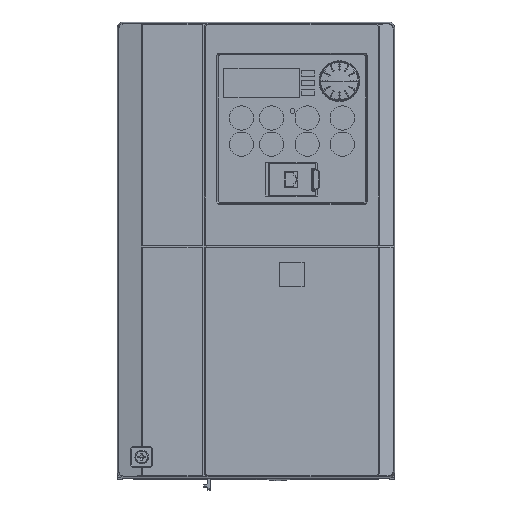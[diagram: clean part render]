
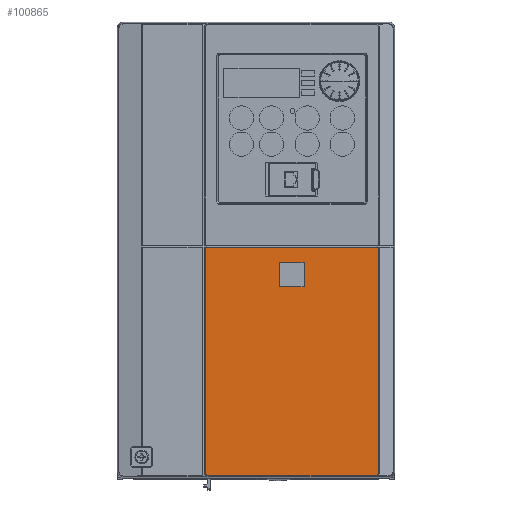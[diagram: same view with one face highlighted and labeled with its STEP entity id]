
A CAD part, top view. The second image highlights one B-rep face of the part: STEP entity #100865.
In plain terms, the highlighted planar face has unit normal (0, 0, 1).
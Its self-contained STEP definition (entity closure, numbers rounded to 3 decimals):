
#3570 = VERTEX_POINT ( 'NONE', #165755 ) ;
#4584 = CARTESIAN_POINT ( 'NONE',  ( 12.25, -19., 7.6 ) ) ;
#8583 = CARTESIAN_POINT ( 'NONE',  ( -25.439, -115.981, 7.6 ) ) ;
#9593 = CARTESIAN_POINT ( 'NONE',  ( -25.634, -115.836, 7.6 ) ) ;
#12599 = CARTESIAN_POINT ( 'NONE',  ( -26.204, -114.79, 7.6 ) ) ;
#16337 = VECTOR ( 'NONE', #198738, 1000. ) ;
#17386 = ORIENTED_EDGE ( 'NONE', *, *, #26700, .T. ) ;
#17615 = DIRECTION ( 'NONE',  ( 0., 0., 1. ) ) ;
#21516 = ORIENTED_EDGE ( 'NONE', *, *, #59573, .T. ) ;
#22172 = EDGE_CURVE ( 'NONE', #48823, #177811, #105405, .T. ) ;
#22359 = AXIS2_PLACEMENT_3D ( 'NONE', #157245, #17615, #77799 ) ;
#23318 = LINE ( 'NONE', #131384, #106834 ) ;
#23901 = CARTESIAN_POINT ( 'NONE',  ( -26.215, -114.548, 7.6 ) ) ;
#26322 = VERTEX_POINT ( 'NONE', #117127 ) ;
#26700 = EDGE_CURVE ( 'NONE', #36163, #192613, #195377, .T. ) ;
#27139 = CARTESIAN_POINT ( 'NONE',  ( 62.22, -116.098, 7.6 ) ) ;
#28441 = ORIENTED_EDGE ( 'NONE', *, *, #129606, .T. ) ;
#29918 = CARTESIAN_POINT ( 'NONE',  ( 24.75, -6.5, 7.6 ) ) ;
#31143 = CARTESIAN_POINT ( 'NONE',  ( 61.512, -116.246, 7.6 ) ) ;
#32927 = PLANE ( 'NONE',  #22359 ) ;
#34062 = CARTESIAN_POINT ( 'NONE',  ( 63.21, -114.547, 7.6 ) ) ;
#36163 = VERTEX_POINT ( 'NONE', #84628 ) ;
#41173 = CARTESIAN_POINT ( 'NONE',  ( 24.75, -6.5, 7.6 ) ) ;
#41219 = CARTESIAN_POINT ( 'NONE',  ( -25.226, -116.098, 7.6 ) ) ;
#41303 = EDGE_LOOP ( 'NONE', ( #188678, #21516, #98760, #49341, #17386, #28441 ) ) ;
#42746 = DIRECTION ( 'NONE',  ( 0., -1., 0. ) ) ;
#43458 = CARTESIAN_POINT ( 'NONE',  ( 61.992, -116.183, 7.6 ) ) ;
#45125 = DIRECTION ( 'NONE',  ( 1., 0., 0. ) ) ;
#48823 = VERTEX_POINT ( 'NONE', #54424 ) ;
#49341 = ORIENTED_EDGE ( 'NONE', *, *, #119473, .T. ) ;
#54424 = CARTESIAN_POINT ( 'NONE',  ( 24.75, -19., 7.6 ) ) ;
#55425 = VERTEX_POINT ( 'NONE', #153297 ) ;
#56534 = CARTESIAN_POINT ( 'NONE',  ( -24.76, -116.234, 7.6 ) ) ;
#57529 = CARTESIAN_POINT ( 'NONE',  ( -24.518, -116.246, 7.6 ) ) ;
#58752 = CARTESIAN_POINT ( 'NONE',  ( 63.21, -114.628, 7.6 ) ) ;
#59573 = EDGE_CURVE ( 'NONE', #97802, #3570, #149731, .T. ) ;
#61421 = LINE ( 'NONE', #197968, #167163 ) ;
#61572 = DIRECTION ( 'NONE',  ( 0., 1., 0. ) ) ;
#72781 = CARTESIAN_POINT ( 'NONE',  ( -24.998, -116.183, 7.6 ) ) ;
#74000 = CARTESIAN_POINT ( 'NONE',  ( 63.062, -115.255, 7.6 ) ) ;
#74399 = CARTESIAN_POINT ( 'NONE',  ( -26.215, 1.5, 7.6 ) ) ;
#76018 = CARTESIAN_POINT ( 'NONE',  ( 62.433, -115.981, 7.6 ) ) ;
#77278 = VECTOR ( 'NONE', #152179, 1000. ) ;
#77799 = DIRECTION ( 'NONE',  ( 1., 0., 0. ) ) ;
#78846 = EDGE_CURVE ( 'NONE', #3570, #140129, #154699, .T. ) ;
#82730 = ORIENTED_EDGE ( 'NONE', *, *, #180448, .F. ) ;
#84628 = CARTESIAN_POINT ( 'NONE',  ( 61.512, -116.246, 7.6 ) ) ;
#89282 = CARTESIAN_POINT ( 'NONE',  ( 62.628, -115.835, 7.6 ) ) ;
#96220 = LINE ( 'NONE', #34062, #135612 ) ;
#97802 = VERTEX_POINT ( 'NONE', #99571 ) ;
#98760 = ORIENTED_EDGE ( 'NONE', *, *, #78846, .T. ) ;
#99571 = CARTESIAN_POINT ( 'NONE',  ( -26.215, 1.5, 7.6 ) ) ;
#100865 = ADVANCED_FACE ( 'NONE', ( #172525, #173535 ), #32927, .T. ) ;
#103356 = CARTESIAN_POINT ( 'NONE',  ( -24.599, -116.246, 7.6 ) ) ;
#104591 = CARTESIAN_POINT ( 'NONE',  ( 61.594, -116.246, 7.6 ) ) ;
#105405 = LINE ( 'NONE', #169539, #118778 ) ;
#106834 = VECTOR ( 'NONE', #195520, 1000. ) ;
#109608 = EDGE_CURVE ( 'NONE', #97802, #26322, #138592, .T. ) ;
#113481 = ORIENTED_EDGE ( 'NONE', *, *, #132278, .F. ) ;
#113531 = DIRECTION ( 'NONE',  ( 0., 1., 0. ) ) ;
#113888 = EDGE_CURVE ( 'NONE', #55425, #48823, #115675, .T. ) ;
#115675 = LINE ( 'NONE', #4584, #143923 ) ;
#116669 = CARTESIAN_POINT ( 'NONE',  ( -26.215, -114.629, 7.6 ) ) ;
#117127 = CARTESIAN_POINT ( 'NONE',  ( 63.21, 1.5, 7.6 ) ) ;
#118310 = ORIENTED_EDGE ( 'NONE', *, *, #113888, .F. ) ;
#118778 = VECTOR ( 'NONE', #61572, 1000. ) ;
#118984 = CARTESIAN_POINT ( 'NONE',  ( 12.25, -6.5, 7.6 ) ) ;
#119473 = EDGE_CURVE ( 'NONE', #140129, #36163, #61421, .T. ) ;
#121897 = CARTESIAN_POINT ( 'NONE',  ( 61.754, -116.234, 7.6 ) ) ;
#124480 = CARTESIAN_POINT ( 'NONE',  ( -24.518, -116.246, 7.6 ) ) ;
#129606 = EDGE_CURVE ( 'NONE', #192613, #26322, #96220, .T. ) ;
#131384 = CARTESIAN_POINT ( 'NONE',  ( 12.25, -6.5, 7.6 ) ) ;
#132278 = EDGE_CURVE ( 'NONE', #169791, #55425, #23318, .T. ) ;
#134459 = CARTESIAN_POINT ( 'NONE',  ( -26.215, 1.5, 7.6 ) ) ;
#134945 = CARTESIAN_POINT ( 'NONE',  ( -26.067, -115.256, 7.6 ) ) ;
#135612 = VECTOR ( 'NONE', #113531, 1000. ) ;
#136161 = CARTESIAN_POINT ( 'NONE',  ( 63.147, -115.027, 7.6 ) ) ;
#138187 = CARTESIAN_POINT ( 'NONE',  ( 63.199, -114.789, 7.6 ) ) ;
#138592 = LINE ( 'NONE', #74399, #16337 ) ;
#140129 = VERTEX_POINT ( 'NONE', #124480 ) ;
#143923 = VECTOR ( 'NONE', #178850, 1000. ) ;
#149174 = LINE ( 'NONE', #41173, #77278 ) ;
#149731 = LINE ( 'NONE', #134459, #155833 ) ;
#151440 = CARTESIAN_POINT ( 'NONE',  ( 62.946, -115.469, 7.6 ) ) ;
#152179 = DIRECTION ( 'NONE',  ( -1., 0., 0. ) ) ;
#153297 = CARTESIAN_POINT ( 'NONE',  ( 12.25, -19., 7.6 ) ) ;
#154699 = B_SPLINE_CURVE_WITH_KNOTS ( 'NONE', 3,
 ( #23901, #116669, #12599, #163512, #134945, #178835, #182829, #9593, #8583, #41219, #72781, #56534, #103356, #57529 ),
 .UNSPECIFIED., .F., .F.,
 ( 4, 1, 1, 1, 1, 1, 1, 1, 1, 1, 1, 4 ),
 ( 0., 0.091, 0.182, 0.273, 0.364, 0.455, 0.545, 0.636, 0.727, 0.818, 0.909, 1. ),
 .UNSPECIFIED. ) ;
#155833 = VECTOR ( 'NONE', #42746, 1000. ) ;
#157245 = CARTESIAN_POINT ( 'NONE',  ( 0., 0., 7.6 ) ) ;
#160788 = ORIENTED_EDGE ( 'NONE', *, *, #22172, .F. ) ;
#161612 = CARTESIAN_POINT ( 'NONE',  ( 63.21, -114.547, 7.6 ) ) ;
#162401 = EDGE_LOOP ( 'NONE', ( #160788, #118310, #113481, #82730 ) ) ;
#163512 = CARTESIAN_POINT ( 'NONE',  ( -26.152, -115.028, 7.6 ) ) ;
#165755 = CARTESIAN_POINT ( 'NONE',  ( -26.215, -114.548, 7.6 ) ) ;
#167163 = VECTOR ( 'NONE', #45125, 1000. ) ;
#167726 = CARTESIAN_POINT ( 'NONE',  ( 63.21, -114.547, 7.6 ) ) ;
#169539 = CARTESIAN_POINT ( 'NONE',  ( 24.75, -19., 7.6 ) ) ;
#169733 = CARTESIAN_POINT ( 'NONE',  ( 62.8, -115.663, 7.6 ) ) ;
#169791 = VERTEX_POINT ( 'NONE', #118984 ) ;
#172525 = FACE_BOUND ( 'NONE', #162401, .T. ) ;
#173535 = FACE_OUTER_BOUND ( 'NONE', #41303, .T. ) ;
#177811 = VERTEX_POINT ( 'NONE', #29918 ) ;
#178835 = CARTESIAN_POINT ( 'NONE',  ( -25.951, -115.469, 7.6 ) ) ;
#178850 = DIRECTION ( 'NONE',  ( 1., 0., 0. ) ) ;
#180448 = EDGE_CURVE ( 'NONE', #177811, #169791, #149174, .T. ) ;
#182829 = CARTESIAN_POINT ( 'NONE',  ( -25.805, -115.664, 7.6 ) ) ;
#188678 = ORIENTED_EDGE ( 'NONE', *, *, #109608, .F. ) ;
#192613 = VERTEX_POINT ( 'NONE', #161612 ) ;
#195377 = B_SPLINE_CURVE_WITH_KNOTS ( 'NONE', 3,
 ( #31143, #104591, #121897, #43458, #27139, #76018, #89282, #169733, #151440, #74000, #136161, #138187, #58752, #167726 ),
 .UNSPECIFIED., .F., .F.,
 ( 4, 1, 1, 1, 1, 1, 1, 1, 1, 1, 1, 4 ),
 ( 0., 0.091, 0.182, 0.273, 0.364, 0.455, 0.545, 0.636, 0.727, 0.818, 0.909, 1. ),
 .UNSPECIFIED. ) ;
#195520 = DIRECTION ( 'NONE',  ( 0., -1., 0. ) ) ;
#197968 = CARTESIAN_POINT ( 'NONE',  ( -24.518, -116.246, 7.6 ) ) ;
#198738 = DIRECTION ( 'NONE',  ( 1., 0., 0. ) ) ;
